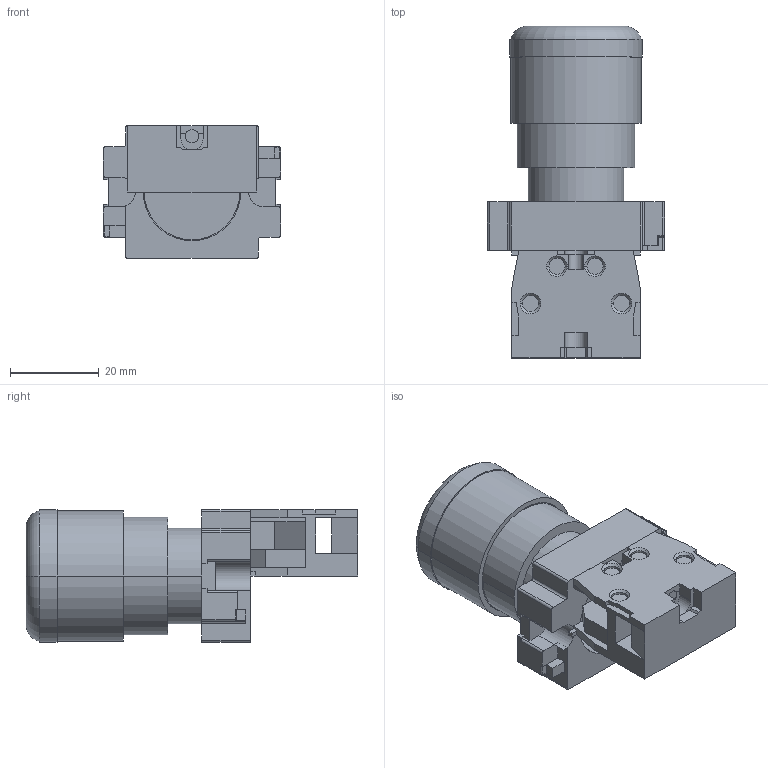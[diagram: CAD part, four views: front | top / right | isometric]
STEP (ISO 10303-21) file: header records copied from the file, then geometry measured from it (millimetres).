
FILE_DESCRIPTION((''),'2;1');
FILE_NAME('LAY5S-BS545_ASM','2024-03-07T',('sipei.wu'),(''),'PRO/ENGINEER BY PARAMETRIC TECHNOLOGY CORPORATION, 2015440','PRO/ENGINEER BY PARAMETRIC TECHNOLOGY CORPORATION, 2015440','');
FILE_SCHEMA(('CONFIG_CONTROL_DESIGN'));
Length unit declared in the file: millimetre
Products named in the file (4): DIZUO_2; JIZUO_1; ANNIU_2; LAY5S-BS545_ASM
Assembly tree (3 placements, depth 2):
  LAY5S-BS545_ASM
    DIZUO_2
    JIZUO_1
    ANNIU_2
Bounding box: 40 x 75 x 30 mm (x, y, z)
Volume: 38076.7 mm3; surface area: 14275.4 mm2
Topology: 3 solids, 3 shells, 197 faces, 552 edges, 366 vertices
Faces by surface type: plane 135, cylinder 50, cone 8, torus 4
Entity records: 6469 total; most frequent: CARTESIAN_POINT 1136, ORIENTED_EDGE 1104, DIRECTION 1095, EDGE_CURVE 552, VECTOR 413, LINE 413, VERTEX_POINT 366, AXIS2_PLACEMENT_3D 341
